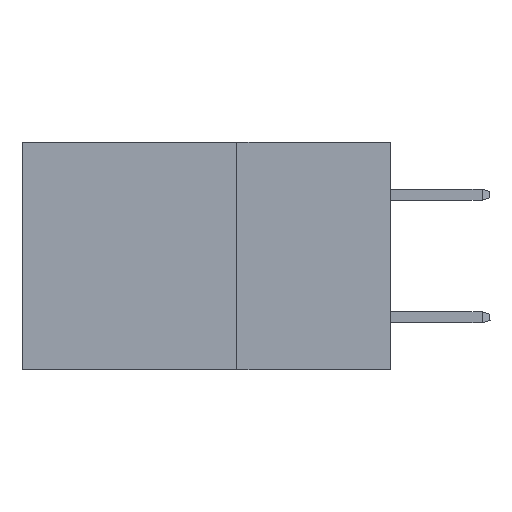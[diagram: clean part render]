
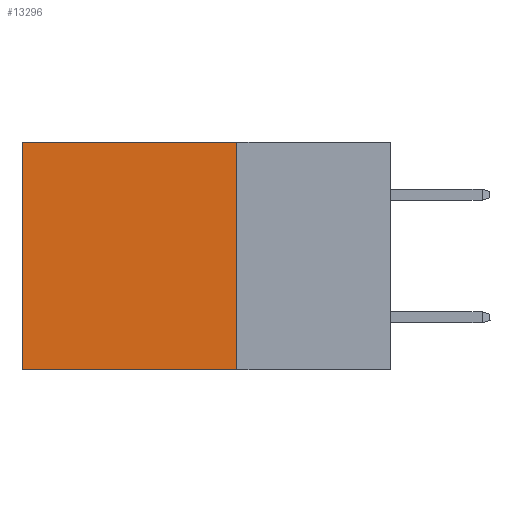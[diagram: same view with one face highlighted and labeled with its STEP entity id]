
A CAD part, left-side view. The second image highlights one B-rep face of the part: STEP entity #13296.
In plain terms, the highlighted planar face has unit normal (-1, 0, 0).
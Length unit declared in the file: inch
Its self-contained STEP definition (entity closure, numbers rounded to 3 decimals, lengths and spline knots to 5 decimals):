
#2051 = CARTESIAN_POINT ( 'NONE',  ( 0.2875, 0.25, 0. ) ) ;
#2567 = LINE ( 'NONE', #3073, #3358 ) ;
#3073 = CARTESIAN_POINT ( 'NONE',  ( 0.2875, 0.6, 0. ) ) ;
#3268 = CARTESIAN_POINT ( 'NONE',  ( 0.2875, 0.25, 0. ) ) ;
#3358 = VECTOR ( 'NONE', #9755, 39.37008 ) ;
#4151 = AXIS2_PLACEMENT_3D ( 'NONE', #11495, #4822, #9907 ) ;
#4822 = DIRECTION ( 'NONE',  ( 1., 0., 0. ) ) ;
#5808 = FACE_OUTER_BOUND ( 'NONE', #11168, .T. ) ;
#6154 = DIRECTION ( 'NONE',  ( 0., 1., 0. ) ) ;
#6158 = CARTESIAN_POINT ( 'NONE',  ( 0.2875, 0.6, -0.37 ) ) ;
#6475 = LINE ( 'NONE', #21398, #10480 ) ;
#7222 = VERTEX_POINT ( 'NONE', #12096 ) ;
#9626 = VERTEX_POINT ( 'NONE', #2051 ) ;
#9755 = DIRECTION ( 'NONE',  ( 0., 0., -1. ) ) ;
#9907 = DIRECTION ( 'NONE',  ( 0., 0., -1. ) ) ;
#10480 = VECTOR ( 'NONE', #6154, 39.37008 ) ;
#10683 = VECTOR ( 'NONE', #12985, 39.37008 ) ;
#11117 = VECTOR ( 'NONE', #15403, 39.37008 ) ;
#11168 = EDGE_LOOP ( 'NONE', ( #20499, #18856, #12904, #12766 ) ) ;
#11474 = VERTEX_POINT ( 'NONE', #6158 ) ;
#11495 = CARTESIAN_POINT ( 'NONE',  ( 0.2875, 0.25, 0. ) ) ;
#11568 = PLANE ( 'NONE',  #4151 ) ;
#12096 = CARTESIAN_POINT ( 'NONE',  ( 0.2875, 0.6, 0. ) ) ;
#12766 = ORIENTED_EDGE ( 'NONE', *, *, #13930, .T. ) ;
#12904 = ORIENTED_EDGE ( 'NONE', *, *, #17734, .F. ) ;
#12985 = DIRECTION ( 'NONE',  ( 0., 0., -1. ) ) ;
#13296 = ADVANCED_FACE ( 'NONE', ( #5808 ), #11568, .F. ) ;
#13930 = EDGE_CURVE ( 'NONE', #9626, #7222, #16223, .T. ) ;
#15403 = DIRECTION ( 'NONE',  ( 0., 1., 0. ) ) ;
#15557 = CARTESIAN_POINT ( 'NONE',  ( 0.2875, 0.25, -0.37 ) ) ;
#16223 = LINE ( 'NONE', #3268, #11117 ) ;
#16614 = EDGE_CURVE ( 'NONE', #7222, #11474, #2567, .T. ) ;
#16994 = EDGE_CURVE ( 'NONE', #19678, #11474, #6475, .T. ) ;
#17734 = EDGE_CURVE ( 'NONE', #9626, #19678, #17897, .T. ) ;
#17897 = LINE ( 'NONE', #18014, #10683 ) ;
#18014 = CARTESIAN_POINT ( 'NONE',  ( 0.2875, 0.25, 0. ) ) ;
#18856 = ORIENTED_EDGE ( 'NONE', *, *, #16994, .F. ) ;
#19678 = VERTEX_POINT ( 'NONE', #15557 ) ;
#20499 = ORIENTED_EDGE ( 'NONE', *, *, #16614, .T. ) ;
#21398 = CARTESIAN_POINT ( 'NONE',  ( 0.2875, 0.25, -0.37 ) ) ;
